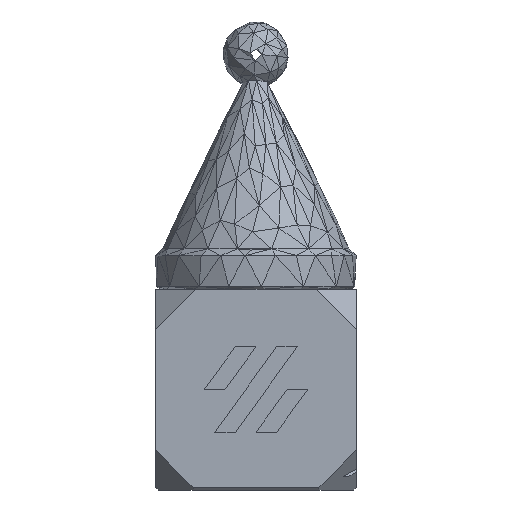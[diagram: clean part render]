
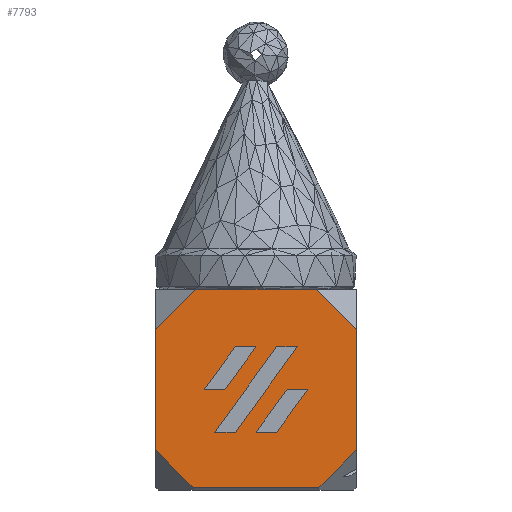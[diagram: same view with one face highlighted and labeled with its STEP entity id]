
A CAD part, left-side view. The second image highlights one B-rep face of the part: STEP entity #7793.
In plain terms, the highlighted planar face has unit normal (-1, 0, 0).
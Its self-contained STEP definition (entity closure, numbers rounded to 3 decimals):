
#23=FACE_BOUND('',#1107,.T.);
#24=FACE_BOUND('',#1108,.T.);
#25=FACE_BOUND('',#1109,.T.);
#544=FACE_OUTER_BOUND('',#1106,.T.);
#1106=EDGE_LOOP('',(#6132,#6133,#6134,#6135,#6136,#6137,#6138,#6139));
#1107=EDGE_LOOP('',(#6140,#6141,#6142,#6143));
#1108=EDGE_LOOP('',(#6144,#6145,#6146,#6147));
#1109=EDGE_LOOP('',(#6148,#6149,#6150,#6151));
#1858=LINE('',#11898,#2828);
#1865=LINE('',#11913,#2835);
#1868=LINE('',#11918,#2838);
#1870=LINE('',#11922,#2840);
#1871=LINE('',#11924,#2841);
#1921=LINE('',#12029,#2891);
#1925=LINE('',#12038,#2895);
#1948=LINE('',#12084,#2918);
#2020=LINE('',#12238,#2990);
#2023=LINE('',#12244,#2993);
#2026=LINE('',#12248,#2996);
#2039=LINE('',#12277,#3009);
#2042=LINE('',#12282,#3012);
#2043=LINE('',#12285,#3013);
#2044=LINE('',#12287,#3014);
#2045=LINE('',#12288,#3015);
#2046=LINE('',#12289,#3016);
#2047=LINE('',#12291,#3017);
#2048=LINE('',#12293,#3018);
#2049=LINE('',#12294,#3019);
#2828=VECTOR('',#10009,10.);
#2835=VECTOR('',#10020,10.);
#2838=VECTOR('',#10025,10.);
#2840=VECTOR('',#10029,10.);
#2841=VECTOR('',#10032,10.);
#2891=VECTOR('',#10108,10.);
#2895=VECTOR('',#10114,10.);
#2918=VECTOR('',#10151,10.);
#2990=VECTOR('',#10273,10.);
#2993=VECTOR('',#10278,10.);
#2996=VECTOR('',#10283,10.);
#3009=VECTOR('',#10306,10.);
#3012=VECTOR('',#10311,10.);
#3013=VECTOR('',#10314,10.);
#3014=VECTOR('',#10315,10.);
#3015=VECTOR('',#10316,10.);
#3016=VECTOR('',#10317,10.);
#3017=VECTOR('',#10318,10.);
#3018=VECTOR('',#10319,10.);
#3019=VECTOR('',#10320,10.);
#3351=VERTEX_POINT('',#11895);
#3352=VERTEX_POINT('',#11897);
#3357=VERTEX_POINT('',#11910);
#3358=VERTEX_POINT('',#11912);
#3359=VERTEX_POINT('',#11916);
#3360=VERTEX_POINT('',#11920);
#3399=VERTEX_POINT('',#12022);
#3402=VERTEX_POINT('',#12027);
#3406=VERTEX_POINT('',#12036);
#3422=VERTEX_POINT('',#12083);
#3478=VERTEX_POINT('',#12236);
#3479=VERTEX_POINT('',#12237);
#3480=VERTEX_POINT('',#12242);
#3481=VERTEX_POINT('',#12243);
#3490=VERTEX_POINT('',#12273);
#3492=VERTEX_POINT('',#12276);
#3494=VERTEX_POINT('',#12284);
#3495=VERTEX_POINT('',#12286);
#3496=VERTEX_POINT('',#12290);
#3497=VERTEX_POINT('',#12292);
#4223=EDGE_CURVE('',#3351,#3352,#1858,.T.);
#4230=EDGE_CURVE('',#3358,#3357,#1865,.T.);
#4233=EDGE_CURVE('',#3357,#3359,#1868,.T.);
#4235=EDGE_CURVE('',#3359,#3360,#1870,.T.);
#4236=EDGE_CURVE('',#3360,#3358,#1871,.T.);
#4286=EDGE_CURVE('',#3402,#3399,#1921,.T.);
#4290=EDGE_CURVE('',#3406,#3402,#1925,.T.);
#4313=EDGE_CURVE('',#3399,#3422,#1948,.T.);
#4385=EDGE_CURVE('',#3478,#3479,#2020,.T.);
#4388=EDGE_CURVE('',#3480,#3481,#2023,.T.);
#4391=EDGE_CURVE('',#3481,#3478,#2026,.T.);
#4404=EDGE_CURVE('',#3490,#3492,#2039,.T.);
#4407=EDGE_CURVE('',#3479,#3480,#2042,.T.);
#4408=EDGE_CURVE('',#3422,#3494,#2043,.T.);
#4409=EDGE_CURVE('',#3406,#3495,#2044,.T.);
#4410=EDGE_CURVE('',#3352,#3495,#2045,.T.);
#4411=EDGE_CURVE('',#3494,#3351,#2046,.T.);
#4412=EDGE_CURVE('',#3490,#3496,#2047,.T.);
#4413=EDGE_CURVE('',#3496,#3497,#2048,.T.);
#4414=EDGE_CURVE('',#3497,#3492,#2049,.T.);
#6132=ORIENTED_EDGE('',*,*,#4408,.F.);
#6133=ORIENTED_EDGE('',*,*,#4313,.F.);
#6134=ORIENTED_EDGE('',*,*,#4286,.F.);
#6135=ORIENTED_EDGE('',*,*,#4290,.F.);
#6136=ORIENTED_EDGE('',*,*,#4409,.T.);
#6137=ORIENTED_EDGE('',*,*,#4410,.F.);
#6138=ORIENTED_EDGE('',*,*,#4223,.F.);
#6139=ORIENTED_EDGE('',*,*,#4411,.F.);
#6140=ORIENTED_EDGE('',*,*,#4412,.T.);
#6141=ORIENTED_EDGE('',*,*,#4413,.T.);
#6142=ORIENTED_EDGE('',*,*,#4414,.T.);
#6143=ORIENTED_EDGE('',*,*,#4404,.F.);
#6144=ORIENTED_EDGE('',*,*,#4233,.T.);
#6145=ORIENTED_EDGE('',*,*,#4235,.T.);
#6146=ORIENTED_EDGE('',*,*,#4236,.T.);
#6147=ORIENTED_EDGE('',*,*,#4230,.T.);
#6148=ORIENTED_EDGE('',*,*,#4407,.T.);
#6149=ORIENTED_EDGE('',*,*,#4388,.T.);
#6150=ORIENTED_EDGE('',*,*,#4391,.T.);
#6151=ORIENTED_EDGE('',*,*,#4385,.T.);
#6957=PLANE('',#8370);
#7793=ADVANCED_FACE('',(#544,#23,#24,#25),#6957,.T.);
#8370=AXIS2_PLACEMENT_3D('',#12283,#10312,#10313);
#10009=DIRECTION('',(0.,-1.,0.));
#10020=DIRECTION('',(0.,1.,0.));
#10025=DIRECTION('',(0.,-0.588,0.809));
#10029=DIRECTION('',(0.,-1.,0.));
#10032=DIRECTION('',(0.,0.588,-0.809));
#10108=DIRECTION('',(0.,1.,0.));
#10114=DIRECTION('',(0.,0.707,-0.707));
#10151=DIRECTION('',(0.,0.707,0.707));
#10273=DIRECTION('',(0.,-0.588,0.809));
#10278=DIRECTION('',(0.,0.588,-0.809));
#10283=DIRECTION('',(0.,1.,0.));
#10306=DIRECTION('',(0.,-1.,0.));
#10311=DIRECTION('',(0.,-1.,0.));
#10312=DIRECTION('center_axis',(-1.,0.,0.));
#10313=DIRECTION('ref_axis',(0.,-1.,0.));
#10314=DIRECTION('',(0.,0.,1.));
#10315=DIRECTION('',(0.,0.,1.));
#10316=DIRECTION('',(0.,-0.707,-0.707));
#10317=DIRECTION('',(0.,-0.707,0.707));
#10318=DIRECTION('',(0.,-0.588,0.809));
#10319=DIRECTION('',(0.,-1.,0.));
#10320=DIRECTION('',(0.,0.588,-0.809));
#11895=CARTESIAN_POINT('',(-30.,24.,30.));
#11897=CARTESIAN_POINT('',(-30.,6.,30.));
#11898=CARTESIAN_POINT('',(-30.,22.5,30.));
#11910=CARTESIAN_POINT('',(-30.,21.184,8.626));
#11912=CARTESIAN_POINT('',(-30.,18.092,8.626));
#11913=CARTESIAN_POINT('',(-30.,24.046,8.626));
#11916=CARTESIAN_POINT('',(-30.,11.908,21.374));
#11918=CARTESIAN_POINT('',(-30.,24.762,3.709));
#11920=CARTESIAN_POINT('',(-30.,8.816,21.374));
#11922=CARTESIAN_POINT('',(-30.,20.954,21.374));
#11924=CARTESIAN_POINT('',(-30.,17.567,9.347));
#12022=CARTESIAN_POINT('',(-30.,24.4,0.4));
#12027=CARTESIAN_POINT('',(-30.,5.6,0.4));
#12029=CARTESIAN_POINT('',(-30.,22.5,0.4));
#12036=CARTESIAN_POINT('',(-30.,0.,6.));
#12038=CARTESIAN_POINT('',(-30.,10.125,-4.125));
#12083=CARTESIAN_POINT('',(-30.,30.,6.));
#12084=CARTESIAN_POINT('',(-30.,27.375,3.375));
#12236=CARTESIAN_POINT('',(-30.,15.,8.626));
#12237=CARTESIAN_POINT('',(-30.,10.362,15.));
#12238=CARTESIAN_POINT('',(-30.,19.648,2.238));
#12242=CARTESIAN_POINT('',(-30.,7.27,15.));
#12243=CARTESIAN_POINT('',(-30.,11.908,8.626));
#12244=CARTESIAN_POINT('',(-30.,14.773,4.69));
#12248=CARTESIAN_POINT('',(-30.,20.954,8.626));
#12273=CARTESIAN_POINT('',(-30.,22.73,15.));
#12276=CARTESIAN_POINT('',(-30.,19.638,15.));
#12277=CARTESIAN_POINT('',(-30.,22.5,15.));
#12282=CARTESIAN_POINT('',(-30.,22.5,15.));
#12283=CARTESIAN_POINT('Origin',(-30.,30.,0.));
#12284=CARTESIAN_POINT('',(-30.,30.,24.));
#12285=CARTESIAN_POINT('',(-30.,30.,0.));
#12286=CARTESIAN_POINT('',(-30.,0.,24.));
#12287=CARTESIAN_POINT('',(-30.,0.,0.));
#12288=CARTESIAN_POINT('',(-30.,2.625,26.625));
#12289=CARTESIAN_POINT('',(-30.,34.875,19.125));
#12290=CARTESIAN_POINT('',(-30.,18.092,21.374));
#12291=CARTESIAN_POINT('',(-30.,27.556,8.367));
#12292=CARTESIAN_POINT('',(-30.,15.,21.374));
#12293=CARTESIAN_POINT('',(-30.,24.046,21.374));
#12294=CARTESIAN_POINT('',(-30.,22.681,10.818));
